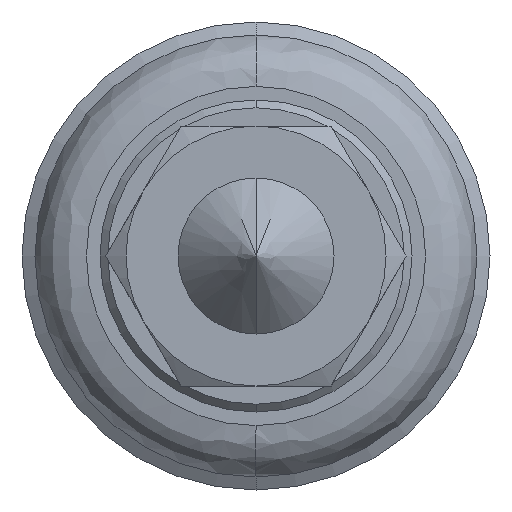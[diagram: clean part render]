
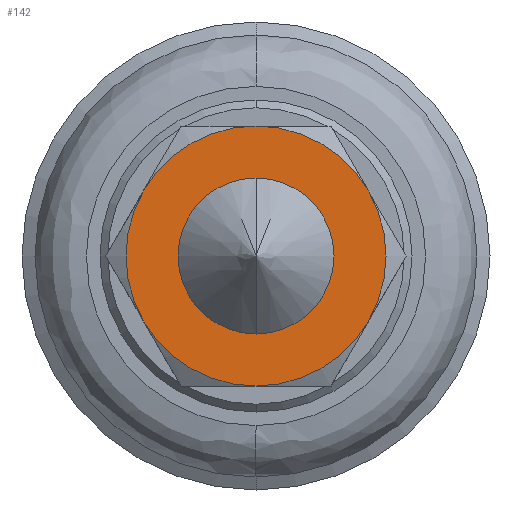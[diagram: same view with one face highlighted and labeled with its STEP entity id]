
A CAD part, front view. The second image highlights one B-rep face of the part: STEP entity #142.
In plain terms, the highlighted face is planar.
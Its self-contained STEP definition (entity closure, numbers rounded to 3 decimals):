
#142=ADVANCED_FACE('',(#458,#459),#457,.T.);
#457=PLANE('',#875);
#458=FACE_OUTER_BOUND('',#876,.T.);
#459=FACE_BOUND('',#877,.T.);
#872=CARTESIAN_POINT('',(-6.928,6.,5.));
#873=DIRECTION('',(0.,0.,1.));
#874=DIRECTION('',(0.,-1.,0.));
#875=AXIS2_PLACEMENT_3D('',#872,#873,#874);
#876=EDGE_LOOP('',(#1050,#1051,#1052,#1053,#1054,#1055));
#877=EDGE_LOOP('',(#1056,#1057,#1058));
#1050=ORIENTED_EDGE('',*,*,#1166,.T.);
#1051=ORIENTED_EDGE('',*,*,#1168,.T.);
#1052=ORIENTED_EDGE('',*,*,#1171,.F.);
#1053=ORIENTED_EDGE('',*,*,#1176,.T.);
#1054=ORIENTED_EDGE('',*,*,#1177,.T.);
#1055=ORIENTED_EDGE('',*,*,#1175,.T.);
#1056=ORIENTED_EDGE('',*,*,#1178,.F.);
#1057=ORIENTED_EDGE('',*,*,#1179,.F.);
#1058=ORIENTED_EDGE('',*,*,#1180,.F.);
#1166=EDGE_CURVE('',#1532,#1539,#1546,.T.);
#1168=EDGE_CURVE('',#1539,#1552,#1560,.T.);
#1171=EDGE_CURVE('',#1572,#1552,#1580,.T.);
#1175=EDGE_CURVE('',#1593,#1532,#1606,.T.);
#1176=EDGE_CURVE('',#1572,#1612,#1613,.T.);
#1177=EDGE_CURVE('',#1612,#1593,#1619,.T.);
#1178=EDGE_CURVE('',#1625,#1626,#1627,.T.);
#1179=EDGE_CURVE('',#1633,#1625,#1634,.T.);
#1180=EDGE_CURVE('',#1626,#1633,#1640,.T.);
#1532=VERTEX_POINT('',#1976);
#1539=VERTEX_POINT('',#1981);
#1546=CIRCLE('',#1993,5.);
#1552=VERTEX_POINT('',#1994);
#1560=CIRCLE('',#2005,5.);
#1572=VERTEX_POINT('',#2010);
#1580=CIRCLE('',#2023,5.);
#1593=VERTEX_POINT('',#2031);
#1606=CIRCLE('',#2049,5.);
#1612=VERTEX_POINT('',#2050);
#1613=CIRCLE('',#2054,5.);
#1619=CIRCLE('',#2058,5.);
#1625=VERTEX_POINT('',#2059);
#1626=VERTEX_POINT('',#2060);
#1627=CIRCLE('',#2064,3.);
#1633=VERTEX_POINT('',#2065);
#1634=CIRCLE('',#2069,3.);
#1640=CIRCLE('',#2073,3.);
#1976=CARTESIAN_POINT('',(4.33,-2.5,5.));
#1981=CARTESIAN_POINT('',(4.33,2.5,5.));
#1990=CARTESIAN_POINT('',(0.,0.,5.));
#1991=DIRECTION('',(0.,0.,1.));
#1992=DIRECTION('',(-1.,0.,0.));
#1993=AXIS2_PLACEMENT_3D('',#1990,#1991,#1992);
#1994=CARTESIAN_POINT('',(0.,5.,5.));
#2002=CARTESIAN_POINT('',(0.,0.,5.));
#2003=DIRECTION('',(0.,0.,1.));
#2004=DIRECTION('',(-1.,0.,0.));
#2005=AXIS2_PLACEMENT_3D('',#2002,#2003,#2004);
#2010=CARTESIAN_POINT('',(-4.33,2.5,5.));
#2020=CARTESIAN_POINT('',(0.,0.,5.));
#2021=DIRECTION('',(0.,0.,-1.));
#2022=DIRECTION('',(1.,0.,0.));
#2023=AXIS2_PLACEMENT_3D('',#2020,#2021,#2022);
#2031=CARTESIAN_POINT('',(0.,-5.,5.));
#2046=CARTESIAN_POINT('',(0.,0.,5.));
#2047=DIRECTION('',(0.,0.,1.));
#2048=DIRECTION('',(-1.,0.,0.));
#2049=AXIS2_PLACEMENT_3D('',#2046,#2047,#2048);
#2050=CARTESIAN_POINT('',(-4.33,-2.5,5.));
#2051=CARTESIAN_POINT('',(0.,0.,5.));
#2052=DIRECTION('',(0.,0.,1.));
#2053=DIRECTION('',(-0.866,0.5,0.));
#2054=AXIS2_PLACEMENT_3D('',#2051,#2052,#2053);
#2055=CARTESIAN_POINT('',(0.,0.,5.));
#2056=DIRECTION('',(0.,0.,1.));
#2057=DIRECTION('',(-1.,0.,0.));
#2058=AXIS2_PLACEMENT_3D('',#2055,#2056,#2057);
#2059=CARTESIAN_POINT('',(-3.,0.,5.));
#2060=CARTESIAN_POINT('',(0.,-3.,5.));
#2061=CARTESIAN_POINT('',(0.,0.,5.));
#2062=DIRECTION('',(0.,0.,1.));
#2063=DIRECTION('',(0.,-1.,0.));
#2064=AXIS2_PLACEMENT_3D('',#2061,#2062,#2063);
#2065=CARTESIAN_POINT('',(3.,0.,5.));
#2066=CARTESIAN_POINT('',(0.,0.,5.));
#2067=DIRECTION('',(0.,0.,1.));
#2068=DIRECTION('',(0.,-1.,0.));
#2069=AXIS2_PLACEMENT_3D('',#2066,#2067,#2068);
#2070=CARTESIAN_POINT('',(0.,0.,5.));
#2071=DIRECTION('',(0.,0.,1.));
#2072=DIRECTION('',(0.,-1.,0.));
#2073=AXIS2_PLACEMENT_3D('',#2070,#2071,#2072);
